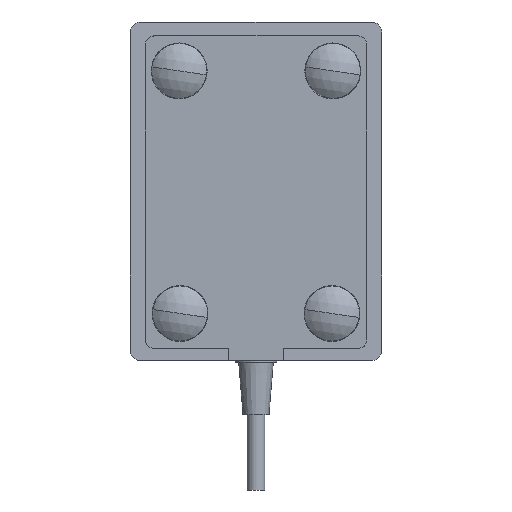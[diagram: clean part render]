
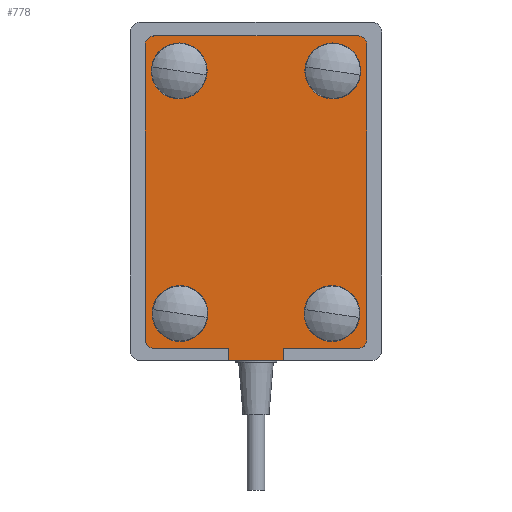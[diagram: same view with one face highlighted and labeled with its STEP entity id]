
A CAD part, front view. The second image highlights one B-rep face of the part: STEP entity #778.
In plain terms, the highlighted planar face has unit normal (0, -1, 0).
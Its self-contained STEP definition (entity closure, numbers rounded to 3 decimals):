
#778=ADVANCED_FACE('NONE',(#1619,#1620,#1621,#1622,#1623),#1624,.F.);
#1619=FACE_OUTER_BOUND('',#2522,.T.);
#1620=FACE_BOUND('',#2523,.T.);
#1621=FACE_BOUND('',#2524,.T.);
#1622=FACE_BOUND('',#2525,.T.);
#1623=FACE_BOUND('',#2526,.T.);
#1624=PLANE('',#2527);
#2522=EDGE_LOOP('',(#4854,#4855,#4856,#4857,#4858,#4859,#4860,#4861,#4862,#4863,#4864,#4865));
#2523=EDGE_LOOP('',(#4866,#4867));
#2524=EDGE_LOOP('',(#4868,#4869));
#2525=EDGE_LOOP('',(#4870,#4871));
#2526=EDGE_LOOP('',(#4872,#4873));
#2527=AXIS2_PLACEMENT_3D('',#4874,#4875,#4876);
#4854=ORIENTED_EDGE('',*,*,#6444,.F.);
#4855=ORIENTED_EDGE('',*,*,#6445,.F.);
#4856=ORIENTED_EDGE('',*,*,#6446,.F.);
#4857=ORIENTED_EDGE('',*,*,#6447,.F.);
#4858=ORIENTED_EDGE('',*,*,#6448,.F.);
#4859=ORIENTED_EDGE('',*,*,#6449,.F.);
#4860=ORIENTED_EDGE('',*,*,#6450,.F.);
#4861=ORIENTED_EDGE('',*,*,#6451,.F.);
#4862=ORIENTED_EDGE('',*,*,#6452,.F.);
#4863=ORIENTED_EDGE('',*,*,#6453,.F.);
#4864=ORIENTED_EDGE('',*,*,#6454,.F.);
#4865=ORIENTED_EDGE('',*,*,#6455,.F.);
#4866=ORIENTED_EDGE('',*,*,#6456,.T.);
#4867=ORIENTED_EDGE('',*,*,#6457,.T.);
#4868=ORIENTED_EDGE('',*,*,#6458,.T.);
#4869=ORIENTED_EDGE('',*,*,#6459,.T.);
#4870=ORIENTED_EDGE('',*,*,#6460,.T.);
#4871=ORIENTED_EDGE('',*,*,#6461,.T.);
#4872=ORIENTED_EDGE('',*,*,#6462,.T.);
#4873=ORIENTED_EDGE('',*,*,#6463,.T.);
#4874=CARTESIAN_POINT('',(36.,1.5,74.966));
#4875=DIRECTION('',(0.,1.0,0.));
#4876=DIRECTION('',(1.0,0.0,0.));
#6444=EDGE_CURVE('NONE',#8039,#8040,#8041,.T.);
#6445=EDGE_CURVE('NONE',#8042,#8039,#8043,.T.);
#6446=EDGE_CURVE('NONE',#8044,#8042,#8045,.T.);
#6447=EDGE_CURVE('NONE',#8046,#8044,#8047,.T.);
#6448=EDGE_CURVE('NONE',#8048,#8046,#8049,.T.);
#6449=EDGE_CURVE('NONE',#8050,#8048,#8051,.T.);
#6450=EDGE_CURVE('NONE',#8052,#8050,#8053,.T.);
#6451=EDGE_CURVE('NONE',#8054,#8052,#8055,.T.);
#6452=EDGE_CURVE('NONE',#8056,#8054,#8057,.T.);
#6453=EDGE_CURVE('NONE',#8058,#8056,#8059,.T.);
#6454=EDGE_CURVE('NONE',#8060,#8058,#8061,.T.);
#6455=EDGE_CURVE('NONE',#8040,#8060,#8062,.T.);
#6456=EDGE_CURVE('NONE',#8063,#8064,#8065,.T.);
#6457=EDGE_CURVE('NONE',#8064,#8063,#8066,.T.);
#6458=EDGE_CURVE('NONE',#8067,#8068,#8069,.T.);
#6459=EDGE_CURVE('NONE',#8068,#8067,#8070,.T.);
#6460=EDGE_CURVE('NONE',#8071,#8072,#8073,.T.);
#6461=EDGE_CURVE('NONE',#8072,#8071,#8074,.T.);
#6462=EDGE_CURVE('NONE',#8075,#8076,#8077,.T.);
#6463=EDGE_CURVE('NONE',#8076,#8075,#8078,.T.);
#8039=VERTEX_POINT('',#10581);
#8040=VERTEX_POINT('',#10582);
#8041=ELLIPSE('',#10583,2.51,2.5);
#8042=VERTEX_POINT('',#10584);
#8043=LINE('',#10585,#10586);
#8044=VERTEX_POINT('',#10587);
#8045=ELLIPSE('',#10588,2.51,2.5);
#8046=VERTEX_POINT('',#10589);
#8047=LINE('',#10590,#10591);
#8048=VERTEX_POINT('',#10592);
#8049=(B_SPLINE_CURVE(3,(#10594,#10595,#10596,#10597),.UNSPECIFIED.,.F.,.F.)B_SPLINE_CURVE_WITH_KNOTS((4,4),(0.0,1.0),.UNSPECIFIED.)RATIONAL_B_SPLINE_CURVE((1.0,0.805,0.805,1.0))BOUNDED_CURVE()REPRESENTATION_ITEM('')GEOMETRIC_REPRESENTATION_ITEM()CURVE());
#8050=VERTEX_POINT('',#10604);
#8051=LINE('',#10605,#10606);
#8052=VERTEX_POINT('',#10607);
#8053=LINE('',#10608,#10609);
#8054=VERTEX_POINT('',#10610);
#8055=LINE('',#10611,#10612);
#8056=VERTEX_POINT('',#10613);
#8057=LINE('',#10614,#10615);
#8058=VERTEX_POINT('',#10616);
#8059=LINE('',#10617,#10618);
#8060=VERTEX_POINT('',#10619);
#8061=(B_SPLINE_CURVE(3,(#10621,#10622,#10623,#10624),.UNSPECIFIED.,.F.,.F.)B_SPLINE_CURVE_WITH_KNOTS((4,4),(0.0,1.0),.UNSPECIFIED.)RATIONAL_B_SPLINE_CURVE((1.0,0.805,0.805,1.0))BOUNDED_CURVE()REPRESENTATION_ITEM('')GEOMETRIC_REPRESENTATION_ITEM()CURVE());
#8062=LINE('',#10631,#10632);
#8063=VERTEX_POINT('',#10633);
#8064=VERTEX_POINT('',#10634);
#8065=CIRCLE('',#10635,8.0);
#8066=CIRCLE('',#10636,8.0);
#8067=VERTEX_POINT('',#10637);
#8068=VERTEX_POINT('',#10638);
#8069=CIRCLE('',#10639,8.0);
#8070=CIRCLE('',#10640,8.0);
#8071=VERTEX_POINT('',#10641);
#8072=VERTEX_POINT('',#10642);
#8073=CIRCLE('',#10643,8.0);
#8074=CIRCLE('',#10644,8.0);
#8075=VERTEX_POINT('',#10645);
#8076=VERTEX_POINT('',#10646);
#8077=CIRCLE('',#10647,8.0);
#8078=CIRCLE('',#10648,8.0);
#10581=CARTESIAN_POINT('',(65.253,1.5,130.05));
#10582=CARTESIAN_POINT('',(67.75,1.5,127.544));
#10583=AXIS2_PLACEMENT_3D('',#11854,#11855,#11856);
#10584=CARTESIAN_POINT('',(6.747,1.5,130.05));
#10585=CARTESIAN_POINT('',(6.747,1.5,130.05));
#10586=VECTOR('',#11857,1.0);
#10587=CARTESIAN_POINT('',(4.25,1.5,127.544));
#10588=AXIS2_PLACEMENT_3D('',#11858,#11859,#11860);
#10589=CARTESIAN_POINT('',(4.25,1.5,43.05));
#10590=CARTESIAN_POINT('',(4.25,1.5,127.544));
#10591=VECTOR('',#11861,1.0);
#10592=CARTESIAN_POINT('',(6.75,1.5,40.55));
#10594=CARTESIAN_POINT('',(6.75,1.5,40.55));
#10595=CARTESIAN_POINT('',(5.285,1.5,40.55));
#10596=CARTESIAN_POINT('',(4.25,1.5,41.585));
#10597=CARTESIAN_POINT('',(4.25,1.5,43.05));
#10604=CARTESIAN_POINT('',(28.,1.5,40.55));
#10605=CARTESIAN_POINT('',(6.75,1.5,40.55));
#10606=VECTOR('',#11862,1.0);
#10607=CARTESIAN_POINT('',(28.,1.5,37.05));
#10608=CARTESIAN_POINT('',(28.,1.5,40.55));
#10609=VECTOR('',#11863,1.0);
#10610=CARTESIAN_POINT('',(44.,1.5,37.05));
#10611=CARTESIAN_POINT('',(28.,1.5,37.05));
#10612=VECTOR('',#11864,1.0);
#10613=CARTESIAN_POINT('',(44.,1.5,40.55));
#10614=CARTESIAN_POINT('',(44.,1.5,37.05));
#10615=VECTOR('',#11865,1.0);
#10616=CARTESIAN_POINT('',(65.25,1.5,40.55));
#10617=CARTESIAN_POINT('',(44.,1.5,40.55));
#10618=VECTOR('',#11866,1.0);
#10619=CARTESIAN_POINT('',(67.75,1.5,43.05));
#10621=CARTESIAN_POINT('',(67.75,1.5,43.05));
#10622=CARTESIAN_POINT('',(67.75,1.5,41.585));
#10623=CARTESIAN_POINT('',(66.715,1.5,40.55));
#10624=CARTESIAN_POINT('',(65.25,1.5,40.55));
#10631=CARTESIAN_POINT('',(67.75,1.5,127.544));
#10632=VECTOR('',#11867,1.0);
#10633=CARTESIAN_POINT('',(66.,1.5,120.05));
#10634=CARTESIAN_POINT('',(50.,1.5,120.05));
#10635=AXIS2_PLACEMENT_3D('',#11868,#11869,#11870);
#10636=AXIS2_PLACEMENT_3D('',#11871,#11872,#11873);
#10637=CARTESIAN_POINT('',(57.75,1.5,42.55));
#10638=CARTESIAN_POINT('',(57.75,1.5,58.55));
#10639=AXIS2_PLACEMENT_3D('',#11874,#11875,#11876);
#10640=AXIS2_PLACEMENT_3D('',#11877,#11878,#11879);
#10641=CARTESIAN_POINT('',(14.25,1.5,42.55));
#10642=CARTESIAN_POINT('',(14.25,1.5,58.55));
#10643=AXIS2_PLACEMENT_3D('',#11880,#11881,#11882);
#10644=AXIS2_PLACEMENT_3D('',#11883,#11884,#11885);
#10645=CARTESIAN_POINT('',(22.,1.5,120.05));
#10646=CARTESIAN_POINT('',(6.,1.5,120.05));
#10647=AXIS2_PLACEMENT_3D('',#11886,#11887,#11888);
#10648=AXIS2_PLACEMENT_3D('',#11889,#11890,#11891);
#11854=CARTESIAN_POINT('',(65.25,1.5,127.54));
#11855=DIRECTION('',(0.,1.0,0.));
#11856=DIRECTION('',(0.196,0.,0.981));
#11857=DIRECTION('',(1.0,0.,0.0));
#11858=CARTESIAN_POINT('',(6.75,1.5,127.54));
#11859=DIRECTION('',(0.,1.0,0.));
#11860=DIRECTION('',(-0.196,0.,0.981));
#11861=DIRECTION('',(0.0,0.,1.0));
#11862=DIRECTION('',(-1.0,0.,0.0));
#11863=DIRECTION('',(0.0,0.,1.0));
#11864=DIRECTION('',(-1.0,0.,0.0));
#11865=DIRECTION('',(0.0,0.,-1.0));
#11866=DIRECTION('',(-1.0,0.,0.0));
#11867=DIRECTION('',(0.0,0.,-1.0));
#11868=CARTESIAN_POINT('',(58.,1.5,120.05));
#11869=DIRECTION('',(-0.0,1.0,0.));
#11870=DIRECTION('',(1.0,0.0,0.0));
#11871=CARTESIAN_POINT('',(58.,1.5,120.05));
#11872=DIRECTION('',(-0.0,1.0,0.));
#11873=DIRECTION('',(1.0,0.0,0.0));
#11874=CARTESIAN_POINT('',(57.75,1.5,50.55));
#11875=DIRECTION('',(0.,1.0,0.));
#11876=DIRECTION('',(0.0,0.,-1.0));
#11877=CARTESIAN_POINT('',(57.75,1.5,50.55));
#11878=DIRECTION('',(0.,1.0,0.));
#11879=DIRECTION('',(0.0,0.,-1.0));
#11880=CARTESIAN_POINT('',(14.25,1.5,50.55));
#11881=DIRECTION('',(0.,1.0,0.));
#11882=DIRECTION('',(0.0,0.,1.0));
#11883=CARTESIAN_POINT('',(14.25,1.5,50.55));
#11884=DIRECTION('',(0.,1.0,0.));
#11885=DIRECTION('',(0.0,0.,1.0));
#11886=CARTESIAN_POINT('',(14.,1.5,120.05));
#11887=DIRECTION('',(-0.0,1.0,0.));
#11888=DIRECTION('',(1.0,0.0,0.0));
#11889=CARTESIAN_POINT('',(14.,1.5,120.05));
#11890=DIRECTION('',(-0.0,1.0,0.));
#11891=DIRECTION('',(1.0,0.0,0.0));
